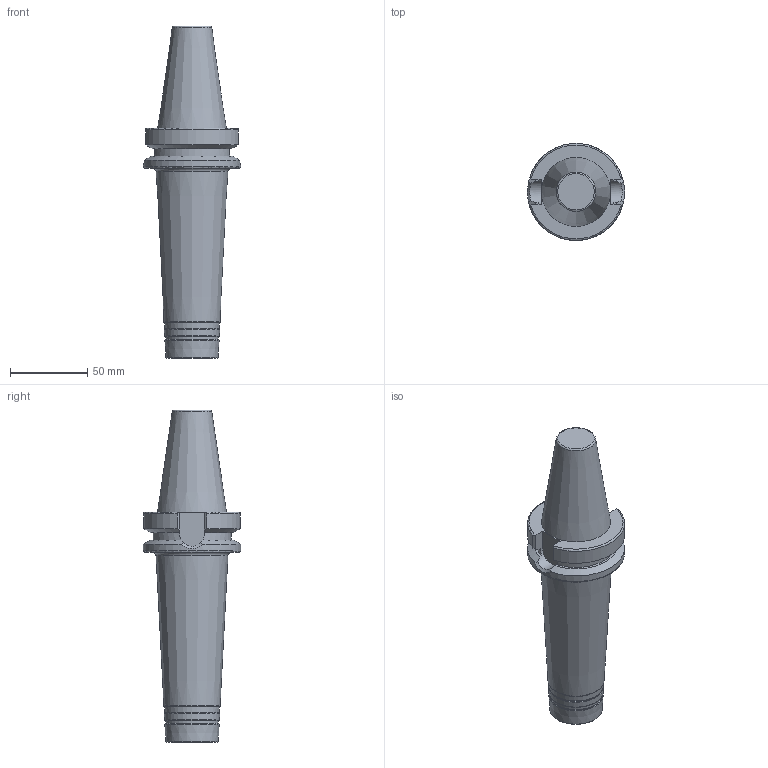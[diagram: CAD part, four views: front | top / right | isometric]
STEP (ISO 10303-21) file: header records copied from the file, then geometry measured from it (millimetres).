
FILE_DESCRIPTION(/* description */ (''),/* implementation_level */ '2;1');
FILE_NAME(/* name */ 'BT40TFADB-HC20-150.stp',/* time_stamp */ '2022-02-24T12:16:54+06:00',/* author */ (''),/* organization */ (''),/* preprocessor_version */ 'ST-DEVELOPER v16.7',/* originating_system */ 'SIEMENS PLM Software NX 12.0',/* authorisation */ '');
FILE_SCHEMA (('AUTOMOTIVE_DESIGN { 1 0 10303 214 3 1 1 1 }'));
Length unit declared in the file: millimetre
Products named in the file (1): inpu19449C05qnnv
Bounding box: 63 x 63 x 215.4 mm (x, y, z)
Volume: 280709.1 mm3; surface area: 36219.2 mm2
Topology: 1 solids, 1 shells, 57 faces, 138 edges, 89 vertices
Faces by surface type: plane 19, torus 14, cone 14, cylinder 8, bspline 2
Full cylindrical faces by diameter (mm): 20 x1, 63 x1
Entity records: 1833 total; most frequent: CARTESIAN_POINT 578, DIRECTION 246, ORIENTED_EDGE 222, EDGE_CURVE 111, AXIS2_PLACEMENT_3D 104, EDGE_LOOP 84, VERTEX_POINT 83, ADVANCED_FACE 57
